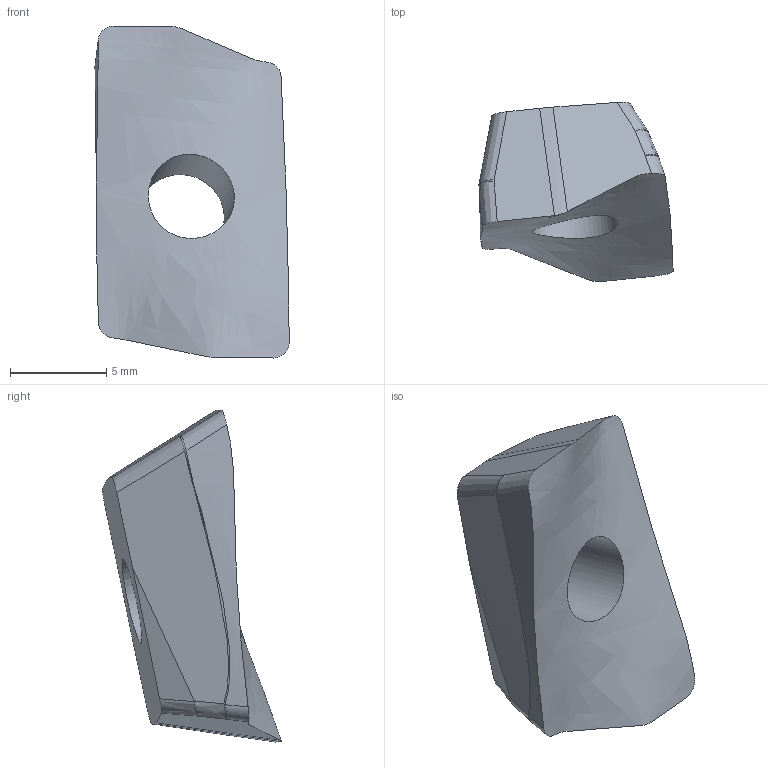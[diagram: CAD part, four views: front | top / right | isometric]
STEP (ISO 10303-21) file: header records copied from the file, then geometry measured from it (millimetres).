
FILE_DESCRIPTION(/* description */ (''),/* implementation_level */ '2;1');
FILE_NAME(/* name */ 'ADMX160608SR_M_115002237ndi000_00_SIM.stp',/* time_stamp */ '2020-03-18T12:04:47+01:00',/* author */ (''),/* organization */ (''),/* preprocessor_version */ 'ST-DEVELOPER v16.7',/* originating_system */ 'SIEMENS PLM Software NX 12.0',/* authorisation */ '');
FILE_SCHEMA (('AUTOMOTIVE_DESIGN { 1 0 10303 214 3 1 1 1 }'));
Length unit declared in the file: millimetre
Products named in the file (1): fo341100BA25dlp7
Bounding box: 10.11 x 9.33 x 17.29 mm (x, y, z)
Volume: 602 mm3; surface area: 552.5 mm2
Topology: 1 solids, 1 shells, 31 faces, 85 edges, 56 vertices
Faces by surface type: bspline 21, plane 7, extrusion 2, cylinder 1
Full cylindrical faces by diameter (mm): 4.5 x1
Entity records: 8398 total; most frequent: CARTESIAN_POINT 7817, ORIENTED_EDGE 166, EDGE_CURVE 83, B_SPLINE_CURVE_WITH_KNOTS 68, VERTEX_POINT 55, EDGE_LOOP 34, DIRECTION 32, ADVANCED_FACE 31
